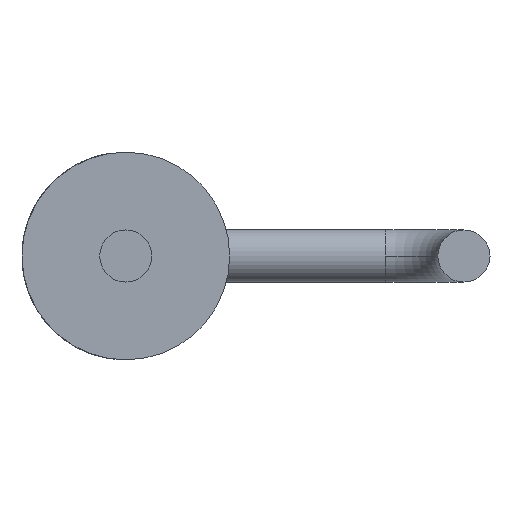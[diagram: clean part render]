
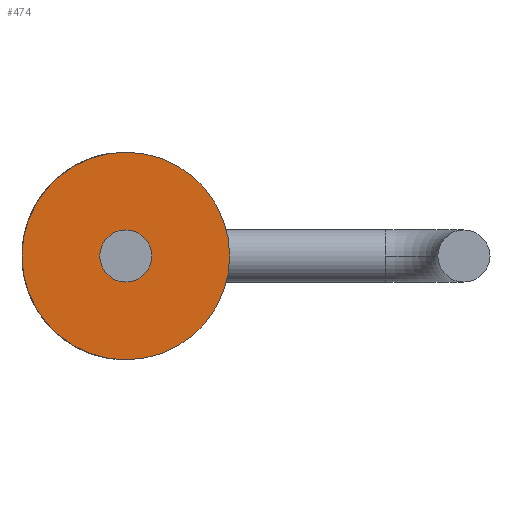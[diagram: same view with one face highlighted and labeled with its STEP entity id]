
A CAD part, front view. The second image highlights one B-rep face of the part: STEP entity #474.
In plain terms, the highlighted planar face has unit normal (0, -1, 0).
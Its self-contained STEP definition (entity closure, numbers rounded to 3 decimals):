
#121 = EDGE_CURVE ( 'NONE', #285, #819, #2818, .T. ) ;
#285 = VERTEX_POINT ( 'NONE', #719 ) ;
#296 = CARTESIAN_POINT ( 'NONE',  ( 0., 1., 0. ) ) ;
#325 = ORIENTED_EDGE ( 'NONE', *, *, #3628, .F. ) ;
#474 = ADVANCED_FACE ( 'NONE', ( #587, #1942 ), #1608, .F. ) ;
#511 = DIRECTION ( 'NONE',  ( 0., -1., 0. ) ) ;
#526 = CIRCLE ( 'NONE', #2581, 0.49 ) ;
#587 = FACE_BOUND ( 'NONE', #1977, .T. ) ;
#610 = DIRECTION ( 'NONE',  ( 0., 0., 1. ) ) ;
#719 = CARTESIAN_POINT ( 'NONE',  ( 0., 1., 1.95 ) ) ;
#819 = VERTEX_POINT ( 'NONE', #3586 ) ;
#890 = CARTESIAN_POINT ( 'NONE',  ( 0., 1., 0. ) ) ;
#978 = EDGE_CURVE ( 'NONE', #819, #285, #4103, .T. ) ;
#990 = DIRECTION ( 'NONE',  ( 0., 0., 1. ) ) ;
#1042 = AXIS2_PLACEMENT_3D ( 'NONE', #2216, #1223, #1175 ) ;
#1175 = DIRECTION ( 'NONE',  ( 0., 0., 1. ) ) ;
#1223 = DIRECTION ( 'NONE',  ( 0., -1., 0. ) ) ;
#1237 = CARTESIAN_POINT ( 'NONE',  ( 0.49, 1., 0. ) ) ;
#1258 = CIRCLE ( 'NONE', #1042, 0.49 ) ;
#1366 = VERTEX_POINT ( 'NONE', #1237 ) ;
#1444 = DIRECTION ( 'NONE',  ( 0., 1., 0. ) ) ;
#1578 = DIRECTION ( 'NONE',  ( 0., 1., 0. ) ) ;
#1607 = CARTESIAN_POINT ( 'NONE',  ( 0., 1., 0. ) ) ;
#1608 = PLANE ( 'NONE',  #1769 ) ;
#1769 = AXIS2_PLACEMENT_3D ( 'NONE', #296, #4013, #990 ) ;
#1832 = CARTESIAN_POINT ( 'NONE',  ( -0.49, 1., 0. ) ) ;
#1942 = FACE_OUTER_BOUND ( 'NONE', #3233, .T. ) ;
#1977 = EDGE_LOOP ( 'NONE', ( #325, #2676 ) ) ;
#2216 = CARTESIAN_POINT ( 'NONE',  ( 0., 1., 0. ) ) ;
#2486 = ORIENTED_EDGE ( 'NONE', *, *, #978, .F. ) ;
#2581 = AXIS2_PLACEMENT_3D ( 'NONE', #890, #511, #3937 ) ;
#2676 = ORIENTED_EDGE ( 'NONE', *, *, #3257, .F. ) ;
#2686 = ORIENTED_EDGE ( 'NONE', *, *, #121, .F. ) ;
#2792 = DIRECTION ( 'NONE',  ( 0., 0., 1. ) ) ;
#2818 = CIRCLE ( 'NONE', #3868, 1.95 ) ;
#3233 = EDGE_LOOP ( 'NONE', ( #2486, #2686 ) ) ;
#3257 = EDGE_CURVE ( 'NONE', #4062, #1366, #526, .T. ) ;
#3586 = CARTESIAN_POINT ( 'NONE',  ( 0., 1., -1.95 ) ) ;
#3628 = EDGE_CURVE ( 'NONE', #1366, #4062, #1258, .T. ) ;
#3804 = CARTESIAN_POINT ( 'NONE',  ( 0., 1., 0. ) ) ;
#3868 = AXIS2_PLACEMENT_3D ( 'NONE', #1607, #1578, #610 ) ;
#3937 = DIRECTION ( 'NONE',  ( 0., 0., 1. ) ) ;
#3958 = AXIS2_PLACEMENT_3D ( 'NONE', #3804, #1444, #2792 ) ;
#4013 = DIRECTION ( 'NONE',  ( 0., 1., 0. ) ) ;
#4062 = VERTEX_POINT ( 'NONE', #1832 ) ;
#4103 = CIRCLE ( 'NONE', #3958, 1.95 ) ;
